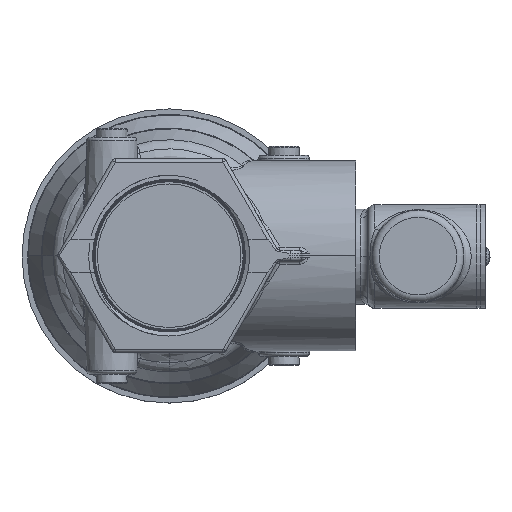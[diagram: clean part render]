
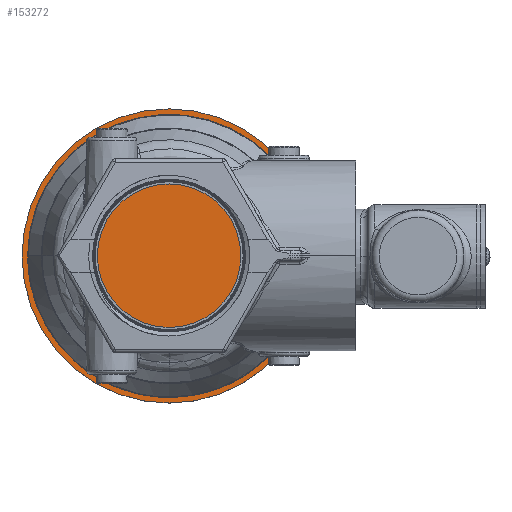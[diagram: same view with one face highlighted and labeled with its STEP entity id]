
A CAD part, top view. The second image highlights one B-rep face of the part: STEP entity #153272.
In plain terms, the highlighted planar face has unit normal (0, 0, 1).
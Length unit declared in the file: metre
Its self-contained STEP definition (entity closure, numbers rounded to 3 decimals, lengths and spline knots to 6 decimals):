
#2492 = DIRECTION ( 'NONE',  ( 1., 0., 0. ) ) ;
#41003 = AXIS2_PLACEMENT_3D ( 'NONE', #287026, #130659, #2492 ) ;
#108621 = EDGE_LOOP ( 'NONE', ( #189744 ) ) ;
#118856 = DIRECTION ( 'NONE',  ( 0., 0., 1. ) ) ;
#121590 = AXIS2_PLACEMENT_3D ( 'NONE', #274134, #118856, #300245 ) ;
#123556 = EDGE_CURVE ( 'NONE', #298350, #298350, #190748, .T. ) ;
#130659 = DIRECTION ( 'NONE',  ( 0., 0., 1. ) ) ;
#142301 = FACE_OUTER_BOUND ( 'NONE', #108621, .T. ) ;
#153272 = ADVANCED_FACE ( 'NONE', ( #142301 ), #313153, .T. ) ;
#189744 = ORIENTED_EDGE ( 'NONE', *, *, #123556, .T. ) ;
#190748 = CIRCLE ( 'NONE', #121590, 2.5625 ) ;
#273105 = CARTESIAN_POINT ( 'NONE',  ( 2.5625, 0., -0.088 ) ) ;
#274134 = CARTESIAN_POINT ( 'NONE',  ( 0., 0., -0.088 ) ) ;
#287026 = CARTESIAN_POINT ( 'NONE',  ( 0., 2., -0.088 ) ) ;
#298350 = VERTEX_POINT ( 'NONE', #273105 ) ;
#300245 = DIRECTION ( 'NONE',  ( 1., 0., 0. ) ) ;
#313153 = PLANE ( 'NONE',  #41003 ) ;
